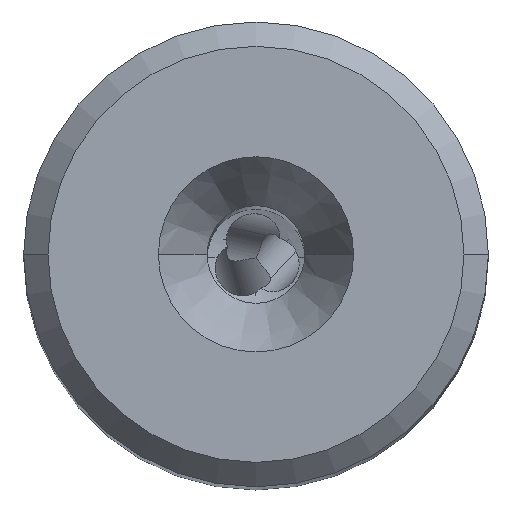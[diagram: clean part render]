
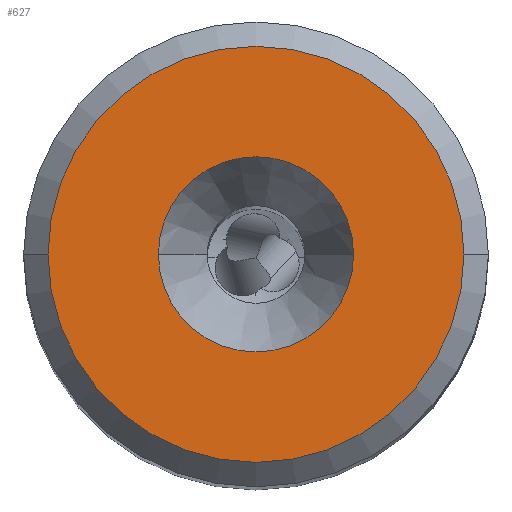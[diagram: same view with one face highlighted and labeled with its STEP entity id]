
A CAD part, top view. The second image highlights one B-rep face of the part: STEP entity #627.
In plain terms, the highlighted planar face has unit normal (0, 0, 1).
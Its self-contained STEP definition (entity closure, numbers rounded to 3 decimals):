
#627=ADVANCED_FACE('',(#884,#885),#839,.T.);
#839=PLANE('',#5842);
#884=FACE_BOUND('',#1003,.T.);
#885=FACE_BOUND('',#1004,.T.);
#1003=EDGE_LOOP('',(#2488,#2489));
#1004=EDGE_LOOP('',(#2490,#2491));
#1602=CIRCLE('',#5837,4.);
#1603=CIRCLE('',#5839,8.525);
#1604=CIRCLE('',#5840,8.525);
#1605=CIRCLE('',#5841,4.);
#2488=ORIENTED_EDGE('',*,*,#4464,.F.);
#2489=ORIENTED_EDGE('',*,*,#4465,.F.);
#2490=ORIENTED_EDGE('',*,*,#4466,.F.);
#2491=ORIENTED_EDGE('',*,*,#4463,.F.);
#3786=VERTEX_POINT('',#10369);
#3787=VERTEX_POINT('',#10371);
#3788=VERTEX_POINT('',#10375);
#3789=VERTEX_POINT('',#10376);
#4463=EDGE_CURVE('',#3787,#3786,#1602,.T.);
#4464=EDGE_CURVE('',#3788,#3789,#1603,.T.);
#4465=EDGE_CURVE('',#3789,#3788,#1604,.T.);
#4466=EDGE_CURVE('',#3786,#3787,#1605,.T.);
#5837=AXIS2_PLACEMENT_3D('',#10372,#6841,#6842);
#5839=AXIS2_PLACEMENT_3D('',#10374,#6845,#6846);
#5840=AXIS2_PLACEMENT_3D('',#10377,#6847,#6848);
#5841=AXIS2_PLACEMENT_3D('',#10378,#6849,#6850);
#5842=AXIS2_PLACEMENT_3D('',#10379,#6851,#6852);
#6841=DIRECTION('',(0.,0.,1.));
#6842=DIRECTION('',(1.,0.,0.));
#6845=DIRECTION('',(0.,0.,-1.));
#6846=DIRECTION('',(-1.,0.,0.));
#6847=DIRECTION('',(0.,0.,-1.));
#6848=DIRECTION('',(1.,0.,0.));
#6849=DIRECTION('',(0.,0.,1.));
#6850=DIRECTION('',(-1.,0.,0.));
#6851=DIRECTION('',(0.,0.,1.));
#6852=DIRECTION('',(1.,0.,0.));
#10369=CARTESIAN_POINT('',(-4.,0.,0.));
#10371=CARTESIAN_POINT('',(4.,0.,0.));
#10372=CARTESIAN_POINT('',(0.,0.,0.));
#10374=CARTESIAN_POINT('',(0.,0.,0.));
#10375=CARTESIAN_POINT('',(-8.525,0.,0.));
#10376=CARTESIAN_POINT('',(8.525,0.,0.));
#10377=CARTESIAN_POINT('',(0.,0.,0.));
#10378=CARTESIAN_POINT('',(0.,0.,0.));
#10379=CARTESIAN_POINT('',(0.,0.,0.));
